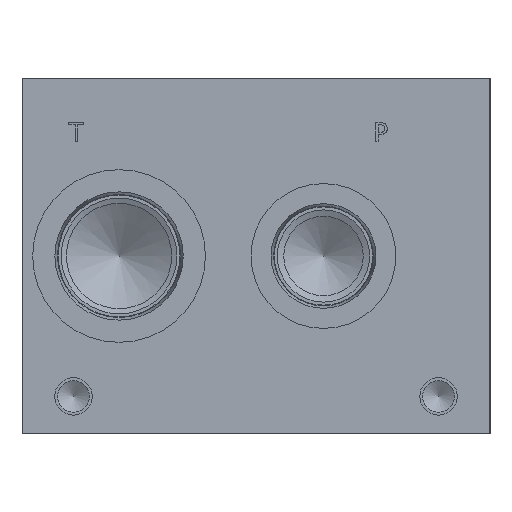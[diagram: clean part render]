
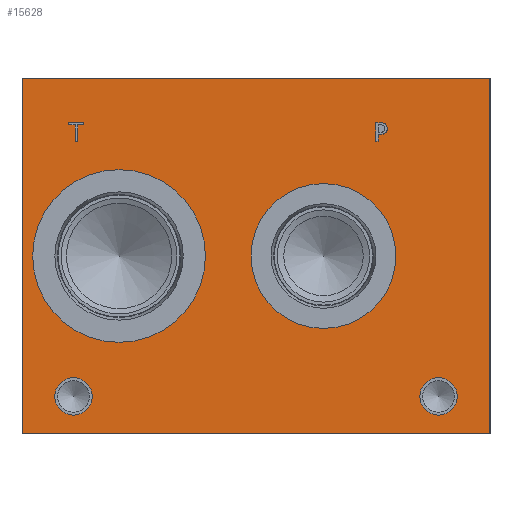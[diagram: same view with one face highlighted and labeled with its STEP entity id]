
A CAD part, left-side view. The second image highlights one B-rep face of the part: STEP entity #15628.
In plain terms, the highlighted planar face has unit normal (-1, 0, 0).
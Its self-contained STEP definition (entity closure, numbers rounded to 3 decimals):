
#267=CIRCLE('',#16497,6.35);
#268=CIRCLE('',#16498,6.35);
#269=CIRCLE('',#16499,6.35);
#270=CIRCLE('',#16500,6.35);
#271=CIRCLE('',#16501,24.562);
#272=CIRCLE('',#16502,24.562);
#273=CIRCLE('',#16503,29.286);
#274=CIRCLE('',#16504,29.286);
#771=FACE_BOUND('',#2454,.T.);
#772=FACE_BOUND('',#2455,.T.);
#773=FACE_BOUND('',#2456,.T.);
#774=FACE_BOUND('',#2457,.T.);
#775=FACE_BOUND('',#2458,.T.);
#776=FACE_BOUND('',#2459,.T.);
#945=B_SPLINE_CURVE_WITH_KNOTS('',2,(#21749,#21750,#21751,#21752),
 .UNSPECIFIED.,.F.,.F.,(3,1,3),(0.,1.,2.),.UNSPECIFIED.);
#947=B_SPLINE_CURVE_WITH_KNOTS('',2,(#21770,#21771,#21772,#21773),
 .UNSPECIFIED.,.F.,.F.,(3,1,3),(0.,1.,2.),.UNSPECIFIED.);
#949=B_SPLINE_CURVE_WITH_KNOTS('',2,(#21819,#21820,#21821,#21822),
 .UNSPECIFIED.,.F.,.F.,(3,1,3),(0.,1.,2.),.UNSPECIFIED.);
#951=B_SPLINE_CURVE_WITH_KNOTS('',2,(#21837,#21838,#21839,#21840),
 .UNSPECIFIED.,.F.,.F.,(3,1,3),(0.,1.,2.),.UNSPECIFIED.);
#1583=FACE_OUTER_BOUND('',#2453,.T.);
#2453=EDGE_LOOP('',(#10311,#10312,#10313,#10314));
#2454=EDGE_LOOP('',(#10315,#10316,#10317,#10318,#10319,#10320,#10321,#10322));
#2455=EDGE_LOOP('',(#10323,#10324));
#2456=EDGE_LOOP('',(#10325,#10326));
#2457=EDGE_LOOP('',(#10327,#10328));
#2458=EDGE_LOOP('',(#10329,#10330));
#2459=EDGE_LOOP('',(#10331,#10332,#10333,#10334,#10335,#10336,#10337,#10338,
#10339));
#3472=LINE('',#21599,#4850);
#3476=LINE('',#21607,#4854);
#3479=LINE('',#21613,#4857);
#3482=LINE('',#21619,#4860);
#3485=LINE('',#21625,#4863);
#3488=LINE('',#21631,#4866);
#3491=LINE('',#21637,#4869);
#3494=LINE('',#21642,#4872);
#3512=LINE('',#21782,#4890);
#3515=LINE('',#21788,#4893);
#3518=LINE('',#21794,#4896);
#3521=LINE('',#21800,#4899);
#3524=LINE('',#21806,#4902);
#3528=LINE('',#21849,#4906);
#3529=LINE('',#21851,#4907);
#3530=LINE('',#21853,#4908);
#3531=LINE('',#21854,#4909);
#4850=VECTOR('',#17732,10.);
#4854=VECTOR('',#17738,10.);
#4857=VECTOR('',#17743,10.);
#4860=VECTOR('',#17748,10.);
#4863=VECTOR('',#17753,10.);
#4866=VECTOR('',#17758,10.);
#4869=VECTOR('',#17763,10.);
#4872=VECTOR('',#17768,10.);
#4890=VECTOR('',#17796,10.);
#4893=VECTOR('',#17801,10.);
#4896=VECTOR('',#17806,10.);
#4899=VECTOR('',#17811,10.);
#4902=VECTOR('',#17816,10.);
#4906=VECTOR('',#17824,10.);
#4907=VECTOR('',#17825,10.);
#4908=VECTOR('',#17826,10.);
#4909=VECTOR('',#17827,10.);
#6228=VERTEX_POINT('',#21597);
#6229=VERTEX_POINT('',#21598);
#6232=VERTEX_POINT('',#21606);
#6234=VERTEX_POINT('',#21612);
#6236=VERTEX_POINT('',#21618);
#6238=VERTEX_POINT('',#21624);
#6240=VERTEX_POINT('',#21630);
#6242=VERTEX_POINT('',#21636);
#6258=VERTEX_POINT('',#21747);
#6259=VERTEX_POINT('',#21748);
#6262=VERTEX_POINT('',#21769);
#6264=VERTEX_POINT('',#21781);
#6266=VERTEX_POINT('',#21787);
#6268=VERTEX_POINT('',#21793);
#6270=VERTEX_POINT('',#21799);
#6272=VERTEX_POINT('',#21805);
#6274=VERTEX_POINT('',#21818);
#6276=VERTEX_POINT('',#21847);
#6277=VERTEX_POINT('',#21848);
#6278=VERTEX_POINT('',#21850);
#6279=VERTEX_POINT('',#21852);
#6280=VERTEX_POINT('',#21855);
#6281=VERTEX_POINT('',#21856);
#6282=VERTEX_POINT('',#21859);
#6283=VERTEX_POINT('',#21860);
#6284=VERTEX_POINT('',#21863);
#6285=VERTEX_POINT('',#21864);
#6286=VERTEX_POINT('',#21867);
#6287=VERTEX_POINT('',#21868);
#7838=EDGE_CURVE('',#6228,#6229,#3472,.T.);
#7842=EDGE_CURVE('',#6232,#6228,#3476,.T.);
#7845=EDGE_CURVE('',#6234,#6232,#3479,.T.);
#7848=EDGE_CURVE('',#6236,#6234,#3482,.T.);
#7851=EDGE_CURVE('',#6238,#6236,#3485,.T.);
#7854=EDGE_CURVE('',#6240,#6238,#3488,.T.);
#7857=EDGE_CURVE('',#6242,#6240,#3491,.T.);
#7860=EDGE_CURVE('',#6229,#6242,#3494,.T.);
#7883=EDGE_CURVE('',#6258,#6259,#945,.T.);
#7887=EDGE_CURVE('',#6262,#6258,#947,.T.);
#7890=EDGE_CURVE('',#6264,#6262,#3512,.T.);
#7893=EDGE_CURVE('',#6266,#6264,#3515,.T.);
#7896=EDGE_CURVE('',#6268,#6266,#3518,.T.);
#7899=EDGE_CURVE('',#6270,#6268,#3521,.T.);
#7902=EDGE_CURVE('',#6272,#6270,#3524,.T.);
#7905=EDGE_CURVE('',#6274,#6272,#949,.T.);
#7908=EDGE_CURVE('',#6259,#6274,#951,.T.);
#7910=EDGE_CURVE('',#6276,#6277,#3528,.T.);
#7911=EDGE_CURVE('',#6277,#6278,#3529,.T.);
#7912=EDGE_CURVE('',#6279,#6278,#3530,.T.);
#7913=EDGE_CURVE('',#6276,#6279,#3531,.T.);
#7914=EDGE_CURVE('',#6280,#6281,#267,.T.);
#7915=EDGE_CURVE('',#6281,#6280,#268,.T.);
#7916=EDGE_CURVE('',#6282,#6283,#269,.T.);
#7917=EDGE_CURVE('',#6283,#6282,#270,.T.);
#7918=EDGE_CURVE('',#6284,#6285,#271,.T.);
#7919=EDGE_CURVE('',#6285,#6284,#272,.T.);
#7920=EDGE_CURVE('',#6286,#6287,#273,.T.);
#7921=EDGE_CURVE('',#6287,#6286,#274,.T.);
#10311=ORIENTED_EDGE('',*,*,#7910,.T.);
#10312=ORIENTED_EDGE('',*,*,#7911,.T.);
#10313=ORIENTED_EDGE('',*,*,#7912,.F.);
#10314=ORIENTED_EDGE('',*,*,#7913,.F.);
#10315=ORIENTED_EDGE('',*,*,#7838,.T.);
#10316=ORIENTED_EDGE('',*,*,#7860,.T.);
#10317=ORIENTED_EDGE('',*,*,#7857,.T.);
#10318=ORIENTED_EDGE('',*,*,#7854,.T.);
#10319=ORIENTED_EDGE('',*,*,#7851,.T.);
#10320=ORIENTED_EDGE('',*,*,#7848,.T.);
#10321=ORIENTED_EDGE('',*,*,#7845,.T.);
#10322=ORIENTED_EDGE('',*,*,#7842,.T.);
#10323=ORIENTED_EDGE('',*,*,#7914,.T.);
#10324=ORIENTED_EDGE('',*,*,#7915,.T.);
#10325=ORIENTED_EDGE('',*,*,#7916,.T.);
#10326=ORIENTED_EDGE('',*,*,#7917,.T.);
#10327=ORIENTED_EDGE('',*,*,#7918,.T.);
#10328=ORIENTED_EDGE('',*,*,#7919,.T.);
#10329=ORIENTED_EDGE('',*,*,#7920,.T.);
#10330=ORIENTED_EDGE('',*,*,#7921,.T.);
#10331=ORIENTED_EDGE('',*,*,#7883,.T.);
#10332=ORIENTED_EDGE('',*,*,#7908,.T.);
#10333=ORIENTED_EDGE('',*,*,#7905,.T.);
#10334=ORIENTED_EDGE('',*,*,#7902,.T.);
#10335=ORIENTED_EDGE('',*,*,#7899,.T.);
#10336=ORIENTED_EDGE('',*,*,#7896,.T.);
#10337=ORIENTED_EDGE('',*,*,#7893,.T.);
#10338=ORIENTED_EDGE('',*,*,#7890,.T.);
#10339=ORIENTED_EDGE('',*,*,#7887,.T.);
#14655=PLANE('',#16496);
#15628=ADVANCED_FACE('',(#1583,#771,#772,#773,#774,#775,#776),#14655,.T.);
#16496=AXIS2_PLACEMENT_3D('',#21846,#17822,#17823);
#16497=AXIS2_PLACEMENT_3D('',#21857,#17828,#17829);
#16498=AXIS2_PLACEMENT_3D('',#21858,#17830,#17831);
#16499=AXIS2_PLACEMENT_3D('',#21861,#17832,#17833);
#16500=AXIS2_PLACEMENT_3D('',#21862,#17834,#17835);
#16501=AXIS2_PLACEMENT_3D('',#21865,#17836,#17837);
#16502=AXIS2_PLACEMENT_3D('',#21866,#17838,#17839);
#16503=AXIS2_PLACEMENT_3D('',#21869,#17840,#17841);
#16504=AXIS2_PLACEMENT_3D('',#21870,#17842,#17843);
#17732=DIRECTION('',(0.,1.,0.));
#17738=DIRECTION('',(0.,0.,-1.));
#17743=DIRECTION('',(0.,1.,0.));
#17748=DIRECTION('',(0.,0.,-1.));
#17753=DIRECTION('',(0.,-1.,0.));
#17758=DIRECTION('',(0.,0.,1.));
#17763=DIRECTION('',(0.,1.,0.));
#17768=DIRECTION('',(0.,0.,1.));
#17796=DIRECTION('',(0.,-1.,0.));
#17801=DIRECTION('',(0.,0.,1.));
#17806=DIRECTION('',(0.,1.,0.));
#17811=DIRECTION('',(0.,0.,-1.));
#17816=DIRECTION('',(0.,1.,0.));
#17822=DIRECTION('center_axis',(-1.,0.,0.));
#17823=DIRECTION('ref_axis',(0.,-1.,0.));
#17824=DIRECTION('',(0.,-1.,0.));
#17825=DIRECTION('',(0.,0.,1.));
#17826=DIRECTION('',(0.,-1.,0.));
#17827=DIRECTION('',(0.,0.,1.));
#17828=DIRECTION('center_axis',(1.,0.,0.));
#17829=DIRECTION('ref_axis',(0.,1.,0.));
#17830=DIRECTION('center_axis',(1.,0.,0.));
#17831=DIRECTION('ref_axis',(0.,1.,0.));
#17832=DIRECTION('center_axis',(1.,0.,0.));
#17833=DIRECTION('ref_axis',(0.,1.,0.));
#17834=DIRECTION('center_axis',(1.,0.,0.));
#17835=DIRECTION('ref_axis',(0.,1.,0.));
#17836=DIRECTION('center_axis',(1.,0.,0.));
#17837=DIRECTION('ref_axis',(0.,0.,1.));
#17838=DIRECTION('center_axis',(1.,0.,0.));
#17839=DIRECTION('ref_axis',(0.,0.,1.));
#17840=DIRECTION('center_axis',(1.,0.,0.));
#17841=DIRECTION('ref_axis',(0.,0.,1.));
#17842=DIRECTION('center_axis',(1.,0.,0.));
#17843=DIRECTION('ref_axis',(0.,0.,1.));
#21597=CARTESIAN_POINT('',(0.,139.88,99.187));
#21598=CARTESIAN_POINT('',(0.,140.724,99.187));
#21599=CARTESIAN_POINT('',(0.,149.315,99.187));
#21606=CARTESIAN_POINT('',(0.,139.88,104.786));
#21607=CARTESIAN_POINT('',(0.,139.88,52.393));
#21612=CARTESIAN_POINT('',(0.,137.75,104.786));
#21613=CARTESIAN_POINT('',(0.,148.25,104.786));
#21618=CARTESIAN_POINT('',(0.,137.75,105.537));
#21619=CARTESIAN_POINT('',(0.,137.75,52.768));
#21624=CARTESIAN_POINT('',(0.,142.855,105.537));
#21625=CARTESIAN_POINT('',(0.,150.802,105.537));
#21630=CARTESIAN_POINT('',(0.,142.855,104.786));
#21631=CARTESIAN_POINT('',(0.,142.855,52.393));
#21636=CARTESIAN_POINT('',(0.,140.724,104.786));
#21637=CARTESIAN_POINT('',(0.,149.737,104.786));
#21642=CARTESIAN_POINT('',(0.,140.724,49.594));
#21747=CARTESIAN_POINT('',(0.,35.571,105.141));
#21748=CARTESIAN_POINT('',(0.,34.815,103.623));
#21749=CARTESIAN_POINT('Ctrl Pts',(0.,35.571,105.141));
#21750=CARTESIAN_POINT('Ctrl Pts',(0.,35.216,104.899));
#21751=CARTESIAN_POINT('Ctrl Pts',(0.,34.815,104.153));
#21752=CARTESIAN_POINT('Ctrl Pts',(0.,34.815,103.623));
#21769=CARTESIAN_POINT('',(0.,37.233,105.537));
#21770=CARTESIAN_POINT('Ctrl Pts',(0.,37.233,105.537));
#21771=CARTESIAN_POINT('Ctrl Pts',(0.,36.667,105.537));
#21772=CARTESIAN_POINT('Ctrl Pts',(0.,35.875,105.352));
#21773=CARTESIAN_POINT('Ctrl Pts',(0.,35.571,105.141));
#21781=CARTESIAN_POINT('',(0.,38.828,105.537));
#21782=CARTESIAN_POINT('',(0.,98.789,105.537));
#21787=CARTESIAN_POINT('',(0.,38.828,99.187));
#21788=CARTESIAN_POINT('',(0.,38.828,49.593));
#21793=CARTESIAN_POINT('',(0.,37.984,99.187));
#21794=CARTESIAN_POINT('',(0.,98.367,99.187));
#21799=CARTESIAN_POINT('',(0.,37.984,101.554));
#21800=CARTESIAN_POINT('',(0.,37.984,50.777));
#21805=CARTESIAN_POINT('',(0.,37.269,101.554));
#21806=CARTESIAN_POINT('',(0.,98.01,101.554));
#21818=CARTESIAN_POINT('',(0.,35.37,102.213));
#21819=CARTESIAN_POINT('Ctrl Pts',(0.,35.37,102.213));
#21820=CARTESIAN_POINT('Ctrl Pts',(0.,35.7,101.889));
#21821=CARTESIAN_POINT('Ctrl Pts',(0.,36.59,101.554));
#21822=CARTESIAN_POINT('Ctrl Pts',(0.,37.269,101.554));
#21837=CARTESIAN_POINT('Ctrl Pts',(0.,34.815,103.623));
#21838=CARTESIAN_POINT('Ctrl Pts',(0.,34.815,103.211));
#21839=CARTESIAN_POINT('Ctrl Pts',(0.,35.108,102.47));
#21840=CARTESIAN_POINT('Ctrl Pts',(0.,35.37,102.213));
#21846=CARTESIAN_POINT('Origin',(0.,158.75,0.));
#21847=CARTESIAN_POINT('',(0.,158.75,0.));
#21848=CARTESIAN_POINT('',(0.,0.,0.));
#21849=CARTESIAN_POINT('',(0.,158.75,0.));
#21850=CARTESIAN_POINT('',(0.,0.,120.65));
#21851=CARTESIAN_POINT('',(0.,0.,0.));
#21852=CARTESIAN_POINT('',(0.,158.75,120.65));
#21853=CARTESIAN_POINT('',(0.,158.75,120.65));
#21854=CARTESIAN_POINT('',(0.,158.75,0.));
#21855=CARTESIAN_POINT('',(0.,23.8,12.7));
#21856=CARTESIAN_POINT('',(0.,11.1,12.7));
#21857=CARTESIAN_POINT('Origin',(0.,17.45,12.7));
#21858=CARTESIAN_POINT('Origin',(0.,17.45,12.7));
#21859=CARTESIAN_POINT('',(0.,147.625,12.7));
#21860=CARTESIAN_POINT('',(0.,134.925,12.7));
#21861=CARTESIAN_POINT('Origin',(0.,141.275,12.7));
#21862=CARTESIAN_POINT('Origin',(0.,141.275,12.7));
#21863=CARTESIAN_POINT('',(0.,56.49,84.887));
#21864=CARTESIAN_POINT('',(0.,56.49,35.763));
#21865=CARTESIAN_POINT('Origin',(0.,56.49,60.325));
#21866=CARTESIAN_POINT('Origin',(0.,56.49,60.325));
#21867=CARTESIAN_POINT('',(0.,125.832,89.611));
#21868=CARTESIAN_POINT('',(0.,125.832,31.039));
#21869=CARTESIAN_POINT('Origin',(0.,125.832,60.325));
#21870=CARTESIAN_POINT('Origin',(0.,125.832,60.325));
